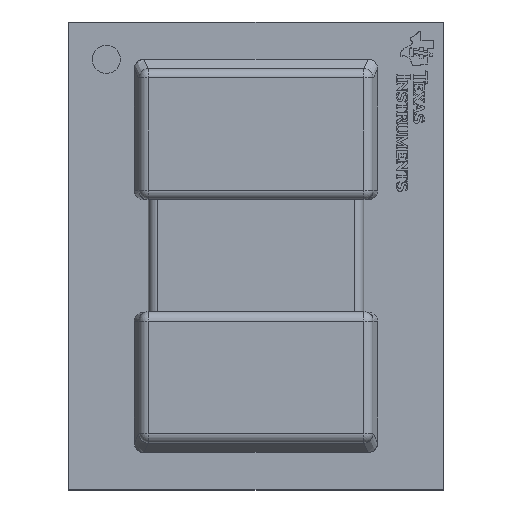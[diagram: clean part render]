
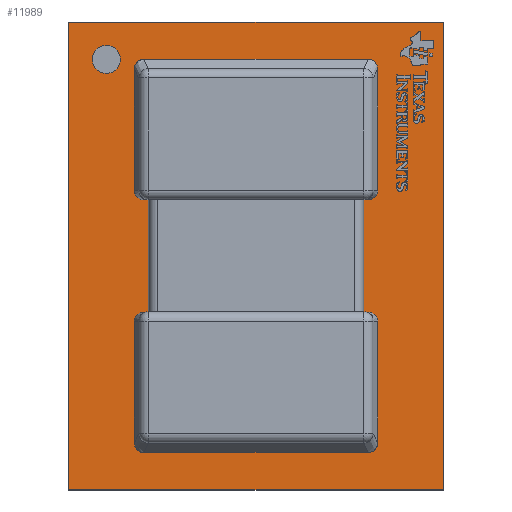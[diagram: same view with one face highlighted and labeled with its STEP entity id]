
A CAD part, top view. The second image highlights one B-rep face of the part: STEP entity #11989.
In plain terms, the highlighted planar face has unit normal (0, 0, 1).
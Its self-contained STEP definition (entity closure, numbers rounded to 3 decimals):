
#652=FACE_BOUND('',#1646,.T.);
#653=FACE_BOUND('',#1647,.T.);
#654=FACE_BOUND('',#1648,.T.);
#669=CIRCLE('',#12927,0.05);
#670=CIRCLE('',#12928,0.05);
#671=CIRCLE('',#12929,0.05);
#672=CIRCLE('',#12930,0.05);
#673=CIRCLE('',#12931,0.05);
#674=CIRCLE('',#12932,0.05);
#675=CIRCLE('',#12933,0.05);
#676=CIRCLE('',#12934,0.05);
#677=CIRCLE('',#12935,0.075);
#678=CIRCLE('',#12936,0.075);
#951=FACE_OUTER_BOUND('',#1645,.T.);
#1645=EDGE_LOOP('',(#8228,#8229,#8230,#8231));
#1646=EDGE_LOOP('',(#8232,#8233,#8234,#8235,#8236,#8237,#8238,#8239));
#1647=EDGE_LOOP('',(#8240,#8241,#8242,#8243,#8244,#8245,#8246,#8247));
#1648=EDGE_LOOP('',(#8248,#8249));
#2445=LINE('',#16586,#3756);
#2447=LINE('',#16590,#3758);
#2449=LINE('',#16594,#3760);
#2451=LINE('',#16597,#3762);
#2452=LINE('',#16601,#3763);
#2453=LINE('',#16605,#3764);
#2454=LINE('',#16609,#3765);
#2455=LINE('',#16613,#3766);
#2456=LINE('',#16617,#3767);
#2457=LINE('',#16621,#3768);
#2458=LINE('',#16625,#3769);
#2459=LINE('',#16629,#3770);
#3756=VECTOR('',#13841,2.5);
#3758=VECTOR('',#13845,2.);
#3760=VECTOR('',#13849,2.5);
#3762=VECTOR('',#13853,2.);
#3763=VECTOR('',#13856,0.65);
#3764=VECTOR('',#13859,1.2);
#3765=VECTOR('',#13862,0.65);
#3766=VECTOR('',#13865,1.2);
#3767=VECTOR('',#13868,0.65);
#3768=VECTOR('',#13871,1.2);
#3769=VECTOR('',#13874,0.65);
#3770=VECTOR('',#13877,1.2);
#5027=VERTEX_POINT('',#16583);
#5028=VERTEX_POINT('',#16585);
#5029=VERTEX_POINT('',#16589);
#5030=VERTEX_POINT('',#16593);
#5031=VERTEX_POINT('',#16599);
#5032=VERTEX_POINT('',#16600);
#5033=VERTEX_POINT('',#16602);
#5034=VERTEX_POINT('',#16604);
#5035=VERTEX_POINT('',#16606);
#5036=VERTEX_POINT('',#16608);
#5037=VERTEX_POINT('',#16610);
#5038=VERTEX_POINT('',#16612);
#5039=VERTEX_POINT('',#16615);
#5040=VERTEX_POINT('',#16616);
#5041=VERTEX_POINT('',#16618);
#5042=VERTEX_POINT('',#16620);
#5043=VERTEX_POINT('',#16622);
#5044=VERTEX_POINT('',#16624);
#5045=VERTEX_POINT('',#16626);
#5046=VERTEX_POINT('',#16628);
#5047=VERTEX_POINT('',#16631);
#5048=VERTEX_POINT('',#16632);
#6261=EDGE_CURVE('',#5028,#5027,#2445,.T.);
#6263=EDGE_CURVE('',#5029,#5028,#2447,.T.);
#6265=EDGE_CURVE('',#5030,#5029,#2449,.T.);
#6267=EDGE_CURVE('',#5027,#5030,#2451,.T.);
#6268=EDGE_CURVE('',#5031,#5032,#2452,.T.);
#6269=EDGE_CURVE('',#5031,#5033,#669,.T.);
#6270=EDGE_CURVE('',#5034,#5033,#2453,.T.);
#6271=EDGE_CURVE('',#5034,#5035,#670,.T.);
#6272=EDGE_CURVE('',#5036,#5035,#2454,.T.);
#6273=EDGE_CURVE('',#5036,#5037,#671,.T.);
#6274=EDGE_CURVE('',#5038,#5037,#2455,.T.);
#6275=EDGE_CURVE('',#5038,#5032,#672,.T.);
#6276=EDGE_CURVE('',#5039,#5040,#2456,.T.);
#6277=EDGE_CURVE('',#5040,#5041,#673,.T.);
#6278=EDGE_CURVE('',#5041,#5042,#2457,.T.);
#6279=EDGE_CURVE('',#5042,#5043,#674,.T.);
#6280=EDGE_CURVE('',#5043,#5044,#2458,.T.);
#6281=EDGE_CURVE('',#5044,#5045,#675,.T.);
#6282=EDGE_CURVE('',#5045,#5046,#2459,.T.);
#6283=EDGE_CURVE('',#5046,#5039,#676,.T.);
#6284=EDGE_CURVE('',#5047,#5048,#677,.T.);
#6285=EDGE_CURVE('',#5048,#5047,#678,.T.);
#8228=ORIENTED_EDGE('',*,*,#6261,.T.);
#8229=ORIENTED_EDGE('',*,*,#6267,.T.);
#8230=ORIENTED_EDGE('',*,*,#6265,.T.);
#8231=ORIENTED_EDGE('',*,*,#6263,.T.);
#8232=ORIENTED_EDGE('',*,*,#6268,.F.);
#8233=ORIENTED_EDGE('',*,*,#6269,.T.);
#8234=ORIENTED_EDGE('',*,*,#6270,.F.);
#8235=ORIENTED_EDGE('',*,*,#6271,.T.);
#8236=ORIENTED_EDGE('',*,*,#6272,.F.);
#8237=ORIENTED_EDGE('',*,*,#6273,.T.);
#8238=ORIENTED_EDGE('',*,*,#6274,.F.);
#8239=ORIENTED_EDGE('',*,*,#6275,.T.);
#8240=ORIENTED_EDGE('',*,*,#6276,.T.);
#8241=ORIENTED_EDGE('',*,*,#6277,.T.);
#8242=ORIENTED_EDGE('',*,*,#6278,.T.);
#8243=ORIENTED_EDGE('',*,*,#6279,.T.);
#8244=ORIENTED_EDGE('',*,*,#6280,.T.);
#8245=ORIENTED_EDGE('',*,*,#6281,.T.);
#8246=ORIENTED_EDGE('',*,*,#6282,.T.);
#8247=ORIENTED_EDGE('',*,*,#6283,.T.);
#8248=ORIENTED_EDGE('',*,*,#6284,.T.);
#8249=ORIENTED_EDGE('',*,*,#6285,.T.);
#11564=PLANE('',#12926);
#11989=ADVANCED_FACE('',(#951,#652,#653,#654),#11564,.T.);
#12926=AXIS2_PLACEMENT_3D('',#16598,#13854,#13855);
#12927=AXIS2_PLACEMENT_3D('',#16603,#13857,#13858);
#12928=AXIS2_PLACEMENT_3D('',#16607,#13860,#13861);
#12929=AXIS2_PLACEMENT_3D('',#16611,#13863,#13864);
#12930=AXIS2_PLACEMENT_3D('',#16614,#13866,#13867);
#12931=AXIS2_PLACEMENT_3D('',#16619,#13869,#13870);
#12932=AXIS2_PLACEMENT_3D('',#16623,#13872,#13873);
#12933=AXIS2_PLACEMENT_3D('',#16627,#13875,#13876);
#12934=AXIS2_PLACEMENT_3D('',#16630,#13878,#13879);
#12935=AXIS2_PLACEMENT_3D('',#16633,#13880,#13881);
#12936=AXIS2_PLACEMENT_3D('',#16634,#13882,#13883);
#13841=DIRECTION('',(0.,-1.,0.));
#13845=DIRECTION('',(-1.,0.,0.));
#13849=DIRECTION('',(0.,1.,0.));
#13853=DIRECTION('',(1.,0.,0.));
#13854=DIRECTION('center_axis',(0.,0.,1.));
#13855=DIRECTION('ref_axis',(1.,0.,0.));
#13856=DIRECTION('',(0.,-1.,0.));
#13857=DIRECTION('center_axis',(0.,0.,-1.));
#13858=DIRECTION('ref_axis',(-1.,0.,0.));
#13859=DIRECTION('',(-1.,0.,0.));
#13860=DIRECTION('center_axis',(0.,0.,-1.));
#13861=DIRECTION('ref_axis',(0.,1.,0.));
#13862=DIRECTION('',(0.,1.,0.));
#13863=DIRECTION('center_axis',(0.,0.,-1.));
#13864=DIRECTION('ref_axis',(1.,0.,0.));
#13865=DIRECTION('',(1.,0.,0.));
#13866=DIRECTION('center_axis',(0.,0.,-1.));
#13867=DIRECTION('ref_axis',(0.,-1.,0.));
#13868=DIRECTION('',(0.,-1.,0.));
#13869=DIRECTION('center_axis',(0.,0.,-1.));
#13870=DIRECTION('ref_axis',(1.,0.,0.));
#13871=DIRECTION('',(-1.,0.,0.));
#13872=DIRECTION('center_axis',(0.,0.,-1.));
#13873=DIRECTION('ref_axis',(0.,-1.,0.));
#13874=DIRECTION('',(0.,1.,0.));
#13875=DIRECTION('center_axis',(0.,0.,-1.));
#13876=DIRECTION('ref_axis',(-1.,0.,0.));
#13877=DIRECTION('',(1.,0.,0.));
#13878=DIRECTION('center_axis',(0.,0.,-1.));
#13879=DIRECTION('ref_axis',(0.,1.,0.));
#13880=DIRECTION('center_axis',(0.,0.,-1.));
#13881=DIRECTION('ref_axis',(1.,0.,0.));
#13882=DIRECTION('center_axis',(0.,0.,-1.));
#13883=DIRECTION('ref_axis',(1.,0.,0.));
#16583=CARTESIAN_POINT('',(-1.,-1.25,0.2));
#16585=CARTESIAN_POINT('',(-1.,1.25,0.2));
#16586=CARTESIAN_POINT('',(-1.,1.25,0.2));
#16589=CARTESIAN_POINT('',(1.,1.25,0.2));
#16590=CARTESIAN_POINT('',(1.,1.25,0.2));
#16593=CARTESIAN_POINT('',(1.,-1.25,0.2));
#16594=CARTESIAN_POINT('',(1.,-1.25,0.2));
#16597=CARTESIAN_POINT('',(-1.,-1.25,0.2));
#16598=CARTESIAN_POINT('Origin',(0.,0.,0.2));
#16599=CARTESIAN_POINT('',(-0.65,1.,0.2));
#16600=CARTESIAN_POINT('',(-0.65,0.35,0.2));
#16601=CARTESIAN_POINT('',(-0.65,1.,0.2));
#16602=CARTESIAN_POINT('',(-0.6,1.05,0.2));
#16603=CARTESIAN_POINT('Origin',(-0.6,1.,0.2));
#16604=CARTESIAN_POINT('',(0.6,1.05,0.2));
#16605=CARTESIAN_POINT('',(0.6,1.05,0.2));
#16606=CARTESIAN_POINT('',(0.65,1.,0.2));
#16607=CARTESIAN_POINT('Origin',(0.6,1.,0.2));
#16608=CARTESIAN_POINT('',(0.65,0.35,0.2));
#16609=CARTESIAN_POINT('',(0.65,0.35,0.2));
#16610=CARTESIAN_POINT('',(0.6,0.3,0.2));
#16611=CARTESIAN_POINT('Origin',(0.6,0.35,0.2));
#16612=CARTESIAN_POINT('',(-0.6,0.3,0.2));
#16613=CARTESIAN_POINT('',(-0.6,0.3,0.2));
#16614=CARTESIAN_POINT('Origin',(-0.6,0.35,0.2));
#16615=CARTESIAN_POINT('',(0.65,-0.35,0.2));
#16616=CARTESIAN_POINT('',(0.65,-1.,0.2));
#16617=CARTESIAN_POINT('',(0.65,-0.35,0.2));
#16618=CARTESIAN_POINT('',(0.6,-1.05,0.2));
#16619=CARTESIAN_POINT('Origin',(0.6,-1.,0.2));
#16620=CARTESIAN_POINT('',(-0.6,-1.05,0.2));
#16621=CARTESIAN_POINT('',(0.6,-1.05,0.2));
#16622=CARTESIAN_POINT('',(-0.65,-1.,0.2));
#16623=CARTESIAN_POINT('Origin',(-0.6,-1.,0.2));
#16624=CARTESIAN_POINT('',(-0.65,-0.35,0.2));
#16625=CARTESIAN_POINT('',(-0.65,-1.,0.2));
#16626=CARTESIAN_POINT('',(-0.6,-0.3,0.2));
#16627=CARTESIAN_POINT('Origin',(-0.6,-0.35,0.2));
#16628=CARTESIAN_POINT('',(0.6,-0.3,0.2));
#16629=CARTESIAN_POINT('',(-0.6,-0.3,0.2));
#16630=CARTESIAN_POINT('Origin',(0.6,-0.35,0.2));
#16631=CARTESIAN_POINT('',(-0.725,1.05,0.2));
#16632=CARTESIAN_POINT('',(-0.875,1.05,0.2));
#16633=CARTESIAN_POINT('Origin',(-0.8,1.05,0.2));
#16634=CARTESIAN_POINT('Origin',(-0.8,1.05,0.2));
